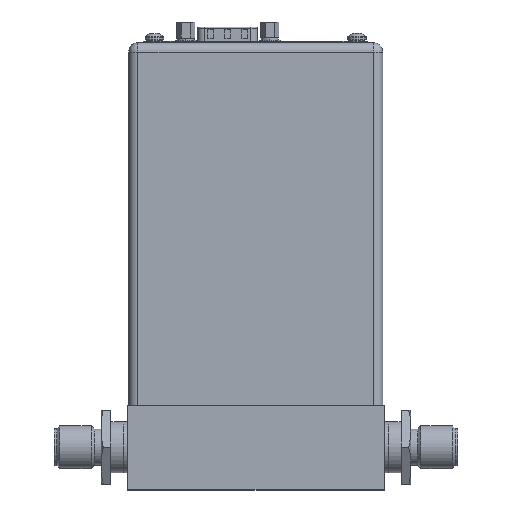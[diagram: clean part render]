
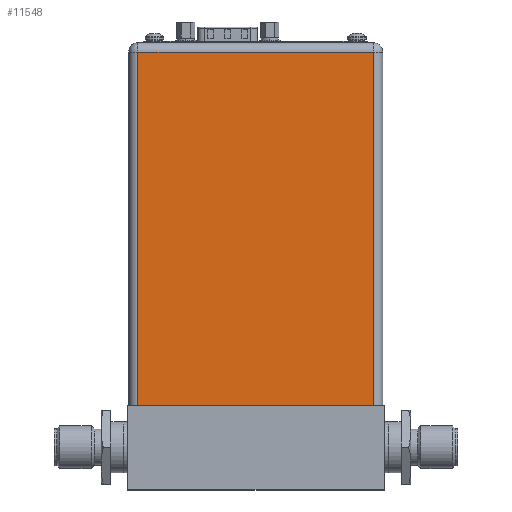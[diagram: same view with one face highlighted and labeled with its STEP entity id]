
A CAD part, top view. The second image highlights one B-rep face of the part: STEP entity #11548.
In plain terms, the highlighted planar face has unit normal (0, 0, 1).
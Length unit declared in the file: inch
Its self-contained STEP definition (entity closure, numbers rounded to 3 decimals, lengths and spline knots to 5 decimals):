
#9122=DIRECTION('',(1.,0.,0.));
#9123=VECTOR('',#9122,2.755);
#9124=CARTESIAN_POINT('',(-1.3775,0.,1.425));
#9125=LINE('',#9124,#9123);
#10129=DIRECTION('',(0.,-1.,0.));
#10130=VECTOR('',#10129,4.14);
#10131=CARTESIAN_POINT('',(1.3775,4.14,1.425));
#10132=LINE('',#10131,#10130);
#10136=DIRECTION('',(0.,-1.,0.));
#10137=VECTOR('',#10136,4.14);
#10138=CARTESIAN_POINT('',(-1.3775,4.14,1.425));
#10139=LINE('',#10138,#10137);
#10143=DIRECTION('',(1.,0.,0.));
#10144=VECTOR('',#10143,2.755);
#10145=CARTESIAN_POINT('',(-1.3775,4.14,1.425));
#10146=LINE('',#10145,#10144);
#10679=CARTESIAN_POINT('',(1.3775,0.,1.425));
#10681=VERTEX_POINT('',#10679);
#10682=CARTESIAN_POINT('',(1.3775,4.14,1.425));
#10683=VERTEX_POINT('',#10682);
#10694=CARTESIAN_POINT('',(-1.3775,0.,1.425));
#10696=VERTEX_POINT('',#10694);
#10698=CARTESIAN_POINT('',(-1.3775,4.14,1.425));
#10699=VERTEX_POINT('',#10698);
#11536=CARTESIAN_POINT('',(-1.4875,0.,1.425));
#11537=DIRECTION('',(0.,0.,1.));
#11538=DIRECTION('',(1.,0.,0.));
#11539=AXIS2_PLACEMENT_3D('',#11536,#11537,#11538);
#11540=PLANE('',#11539);
#11542=ORIENTED_EDGE('',*,*,#11541,.T.);
#11543=ORIENTED_EDGE('',*,*,#10725,.F.);
#11544=ORIENTED_EDGE('',*,*,#11505,.F.);
#11545=ORIENTED_EDGE('',*,*,#11527,.T.);
#11546=EDGE_LOOP('',(#11542,#11543,#11544,#11545));
#11547=FACE_OUTER_BOUND('',#11546,.F.);
#11548=ADVANCED_FACE('',(#11547),#11540,.T.);
#10725=EDGE_CURVE('',#10696,#10681,#9125,.T.);
#11505=EDGE_CURVE('',#10699,#10696,#10139,.T.);
#11527=EDGE_CURVE('',#10699,#10683,#10146,.T.);
#11541=EDGE_CURVE('',#10683,#10681,#10132,.T.);
